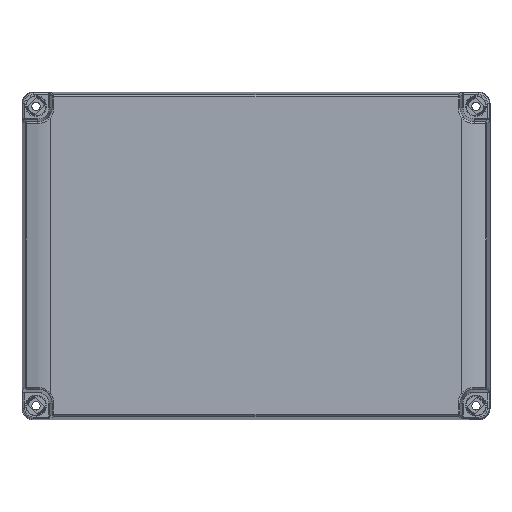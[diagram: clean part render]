
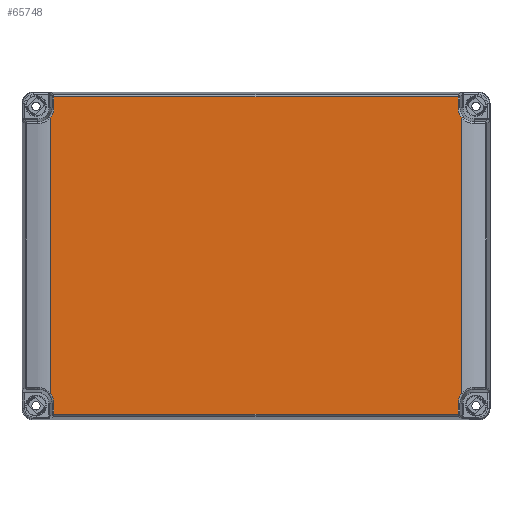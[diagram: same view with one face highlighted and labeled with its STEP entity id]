
A CAD part, top view. The second image highlights one B-rep face of the part: STEP entity #65748.
In plain terms, the highlighted planar face has unit normal (0, 0, 1).
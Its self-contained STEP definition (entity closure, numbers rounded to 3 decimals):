
#56478=DIRECTION('',(-1.,0.,0.));
#56479=VECTOR('',#56478,215.929);
#56480=CARTESIAN_POINT('',(107.965,-84.772,100.));
#56481=LINE('',#56480,#56479);
#59522=DIRECTION('',(0.,1.,0.));
#59523=VECTOR('',#59522,5.772);
#59524=CARTESIAN_POINT('',(107.965,-84.772,100.));
#59525=LINE('',#59524,#59523);
#59535=DIRECTION('',(0.,1.,0.));
#59536=VECTOR('',#59535,146.936);
#59537=CARTESIAN_POINT('',(-110.,-73.468,
100.));
#59538=LINE('',#59537,#59536);
#59548=DIRECTION('',(0.,1.,0.));
#59549=VECTOR('',#59548,5.772);
#59550=CARTESIAN_POINT('',(-107.965,79.,100.));
#59551=LINE('',#59550,#59549);
#59584=DIRECTION('',(1.,0.,0.));
#59585=VECTOR('',#59584,215.929);
#59586=CARTESIAN_POINT('',(-107.965,84.772,100.));
#59587=LINE('',#59586,#59585);
#59758=CARTESIAN_POINT('',(116.5,-79.,100.));
#59759=DIRECTION('',(0.,0.,-1.));
#59760=DIRECTION('',(-1.,0.,0.));
#59761=AXIS2_PLACEMENT_3D('',#59758,#59759,#59760);
#59796=DIRECTION('',(0.,1.,0.));
#59797=VECTOR('',#59796,146.936);
#59798=CARTESIAN_POINT('',(110.,-73.468,
100.));
#59799=LINE('',#59798,#59797);
#59834=CARTESIAN_POINT('',(110.,73.468,100.));
#59850=CARTESIAN_POINT('',(116.5,79.,100.));
#59851=DIRECTION('',(0.,0.,-1.));
#59852=DIRECTION('',(-0.762,-0.648,0.));
#59853=AXIS2_PLACEMENT_3D('',#59850,#59851,#59852);
#59865=DIRECTION('',(0.,1.,0.));
#59866=VECTOR('',#59865,5.772);
#59867=CARTESIAN_POINT('',(107.965,79.,100.));
#59868=LINE('',#59867,#59866);
#59919=CARTESIAN_POINT('',(-116.5,79.,100.));
#59920=DIRECTION('',(0.,0.,1.));
#59921=DIRECTION('',(0.762,-0.648,0.));
#59922=AXIS2_PLACEMENT_3D('',#59919,#59920,#59921);
#59952=DIRECTION('',(0.,-1.,0.));
#59953=VECTOR('',#59952,5.772);
#59954=CARTESIAN_POINT('',(-107.965,-79.,100.));
#59955=LINE('',#59954,#59953);
#60088=CARTESIAN_POINT('',(-116.5,-79.,100.));
#60089=DIRECTION('',(0.,0.,-1.));
#60090=DIRECTION('',(0.762,0.648,0.));
#60091=AXIS2_PLACEMENT_3D('',#60088,#60089,#60090);
#60785=CARTESIAN_POINT('',(-107.965,79.,100.));
#60786=CARTESIAN_POINT('',(-107.965,84.772,100.));
#60787=VERTEX_POINT('',#60785);
#60788=VERTEX_POINT('',#60786);
#60791=CARTESIAN_POINT('',(-110.,73.468,100.));
#60792=VERTEX_POINT('',#60791);
#60797=CARTESIAN_POINT('',(107.965,84.772,100.));
#60798=VERTEX_POINT('',#60797);
#60859=CARTESIAN_POINT('',(107.965,-84.772,100.));
#60860=CARTESIAN_POINT('',(-107.965,-84.772,100.));
#60861=VERTEX_POINT('',#60859);
#60862=VERTEX_POINT('',#60860);
#60883=CARTESIAN_POINT('',(-107.965,-79.,100.));
#60884=VERTEX_POINT('',#60883);
#60887=CARTESIAN_POINT('',(-110.,-73.468,100.));
#60888=VERTEX_POINT('',#60887);
#60893=CARTESIAN_POINT('',(107.965,-79.,100.));
#60894=VERTEX_POINT('',#60893);
#60897=CARTESIAN_POINT('',(110.,-73.468,100.));
#60898=VERTEX_POINT('',#60897);
#60905=VERTEX_POINT('',#59834);
#60907=CARTESIAN_POINT('',(107.965,79.,100.));
#60908=VERTEX_POINT('',#60907);
#65720=CARTESIAN_POINT('',(-110.,-87.5,100.));
#65721=DIRECTION('',(0.,0.,1.));
#65722=DIRECTION('',(1.,0.,0.));
#65723=AXIS2_PLACEMENT_3D('',#65720,#65721,#65722);
#65724=PLANE('',#65723);
#65726=ORIENTED_EDGE('',*,*,#65725,.T.);
#65728=ORIENTED_EDGE('',*,*,#65727,.T.);
#65730=ORIENTED_EDGE('',*,*,#65729,.F.);
#65732=ORIENTED_EDGE('',*,*,#65731,.F.);
#65734=ORIENTED_EDGE('',*,*,#65733,.F.);
#65736=ORIENTED_EDGE('',*,*,#65735,.F.);
#65737=ORIENTED_EDGE('',*,*,#65711,.F.);
#65738=ORIENTED_EDGE('',*,*,#61184,.T.);
#65740=ORIENTED_EDGE('',*,*,#65739,.F.);
#65742=ORIENTED_EDGE('',*,*,#65741,.F.);
#65743=ORIENTED_EDGE('',*,*,#65232,.T.);
#65745=ORIENTED_EDGE('',*,*,#65744,.T.);
#65746=EDGE_LOOP('',(#65726,#65728,#65730,#65732,#65734,#65736,#65737,#65738,
#65740,#65742,#65743,#65745));
#65747=FACE_OUTER_BOUND('',#65746,.F.);
#59762=CIRCLE('',#59761,8.535);
#59854=CIRCLE('',#59853,8.535);
#59923=CIRCLE('',#59922,8.535);
#60092=CIRCLE('',#60091,8.535);
#61184=EDGE_CURVE('',#60861,#60862,#56481,.T.);
#65232=EDGE_CURVE('',#60888,#60792,#59538,.T.);
#65711=EDGE_CURVE('',#60861,#60894,#59525,.T.);
#65725=EDGE_CURVE('',#60787,#60788,#59551,.T.);
#65727=EDGE_CURVE('',#60788,#60798,#59587,.T.);
#65729=EDGE_CURVE('',#60908,#60798,#59868,.T.);
#65731=EDGE_CURVE('',#60905,#60908,#59854,.T.);
#65733=EDGE_CURVE('',#60898,#60905,#59799,.T.);
#65735=EDGE_CURVE('',#60894,#60898,#59762,.T.);
#65739=EDGE_CURVE('',#60884,#60862,#59955,.T.);
#65741=EDGE_CURVE('',#60888,#60884,#60092,.T.);
#65744=EDGE_CURVE('',#60792,#60787,#59923,.T.);
#65748=ADVANCED_FACE('',(#65747),#65724,.T.);
